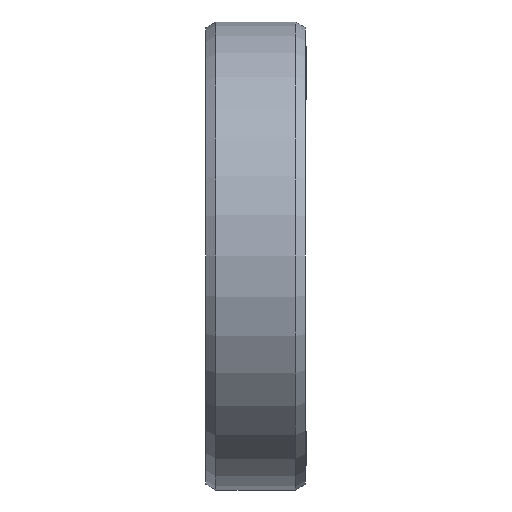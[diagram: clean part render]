
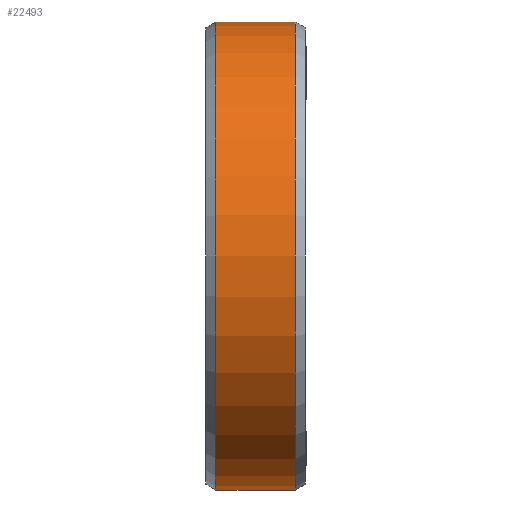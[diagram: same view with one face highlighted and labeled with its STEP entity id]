
A CAD part, left-side view. The second image highlights one B-rep face of the part: STEP entity #22493.
In plain terms, the highlighted cylindrical face has radius 23.5 mm (diameter 47 mm), a partial arc.
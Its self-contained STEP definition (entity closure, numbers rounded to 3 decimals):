
#21803=DIRECTION('',(0.,1.,0.));
#21804=VECTOR('',#21803,8.);
#21805=CARTESIAN_POINT('',(0.,-4.,-23.5));
#21806=LINE('',#21805,#21804);
#21810=DIRECTION('',(0.,1.,0.));
#21811=VECTOR('',#21810,8.);
#21812=CARTESIAN_POINT('',(0.,-4.,23.5));
#21813=LINE('',#21812,#21811);
#21817=CARTESIAN_POINT('',(0.,-4.,0.));
#21818=DIRECTION('',(0.,1.,0.));
#21819=DIRECTION('',(0.,0.,-1.));
#21820=AXIS2_PLACEMENT_3D('',#21817,#21818,#21819);
#21855=CARTESIAN_POINT('',(0.,4.,0.));
#21856=DIRECTION('',(0.,1.,0.));
#21857=DIRECTION('',(0.,0.,-1.));
#21858=AXIS2_PLACEMENT_3D('',#21855,#21856,#21857);
#21888=CARTESIAN_POINT('',(0.,-4.,-23.5));
#21890=VERTEX_POINT('',#21888);
#21891=CARTESIAN_POINT('',(0.,4.,-23.5));
#21892=VERTEX_POINT('',#21891);
#21920=CARTESIAN_POINT('',(0.,-4.,23.5));
#21922=VERTEX_POINT('',#21920);
#21923=CARTESIAN_POINT('',(0.,4.,23.5));
#21924=VERTEX_POINT('',#21923);
#22479=CARTESIAN_POINT('',(0.,24.354,0.));
#22480=DIRECTION('',(0.,-1.,0.));
#22481=DIRECTION('',(0.,0.,1.));
#22482=AXIS2_PLACEMENT_3D('',#22479,#22480,#22481);
#22483=CYLINDRICAL_SURFACE('',#22482,23.5);
#22485=ORIENTED_EDGE('',*,*,#22484,.T.);
#22487=ORIENTED_EDGE('',*,*,#22486,.T.);
#22489=ORIENTED_EDGE('',*,*,#22488,.F.);
#22490=ORIENTED_EDGE('',*,*,#22465,.F.);
#22491=EDGE_LOOP('',(#22485,#22487,#22489,#22490));
#22492=FACE_OUTER_BOUND('',#22491,.F.);
#21821=CIRCLE('',#21820,23.5);
#21859=CIRCLE('',#21858,23.5);
#22465=EDGE_CURVE('',#21890,#21922,#21821,.T.);
#22484=EDGE_CURVE('',#21890,#21892,#21806,.T.);
#22486=EDGE_CURVE('',#21892,#21924,#21859,.T.);
#22488=EDGE_CURVE('',#21922,#21924,#21813,.T.);
#22493=ADVANCED_FACE('',(#22492),#22483,.T.);
